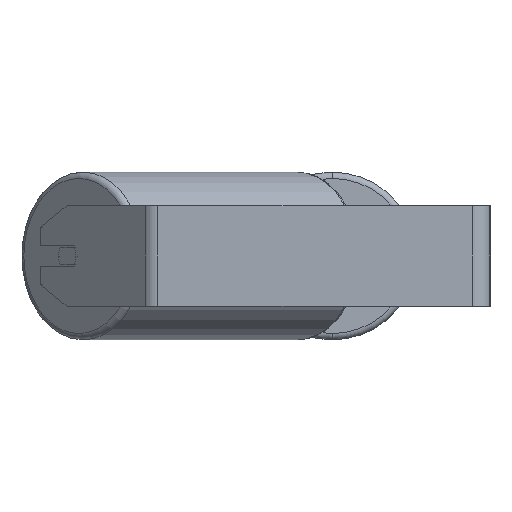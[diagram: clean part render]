
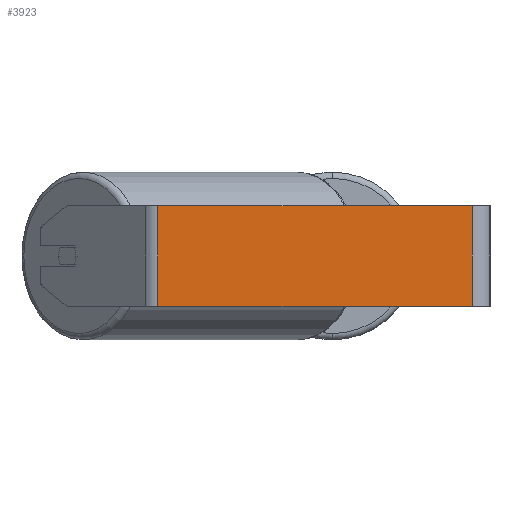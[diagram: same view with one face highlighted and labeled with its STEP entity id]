
A CAD part, left-side view. The second image highlights one B-rep face of the part: STEP entity #3923.
In plain terms, the highlighted planar face has unit normal (-1, 0, 0).
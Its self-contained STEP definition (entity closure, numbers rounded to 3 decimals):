
#804 = CARTESIAN_POINT ( 'NONE',  ( -430., 269.222, 40. ) ) ;
#1168 = VECTOR ( 'NONE', #7231, 1000. ) ;
#2222 = LINE ( 'NONE', #2888, #3701 ) ;
#2322 = VECTOR ( 'NONE', #3703, 1000. ) ;
#2373 = LINE ( 'NONE', #7661, #2322 ) ;
#2435 = ORIENTED_EDGE ( 'NONE', *, *, #8457, .T. ) ;
#2600 = VERTEX_POINT ( 'NONE', #6940 ) ;
#2641 = CARTESIAN_POINT ( 'NONE',  ( -430., 263.423, 40. ) ) ;
#2659 = DIRECTION ( 'NONE',  ( 0., -1., 0. ) ) ;
#2739 = ORIENTED_EDGE ( 'NONE', *, *, #5950, .T. ) ;
#2761 = DIRECTION ( 'NONE',  ( 0., 0., -1. ) ) ;
#2888 = CARTESIAN_POINT ( 'NONE',  ( -430., 14., 40. ) ) ;
#3150 = VERTEX_POINT ( 'NONE', #5740 ) ;
#3204 = VERTEX_POINT ( 'NONE', #7527 ) ;
#3329 = LINE ( 'NONE', #6012, #5377 ) ;
#3604 = CARTESIAN_POINT ( 'NONE',  ( -430., 263.423, 40. ) ) ;
#3701 = VECTOR ( 'NONE', #2761, 1000. ) ;
#3703 = DIRECTION ( 'NONE',  ( 0., -1., 0. ) ) ;
#3923 = ADVANCED_FACE ( 'NONE', ( #4033 ), #3988, .F. ) ;
#3984 = EDGE_CURVE ( 'NONE', #7774, #3150, #3329, .T. ) ;
#3988 = PLANE ( 'NONE',  #6079 ) ;
#4033 = FACE_OUTER_BOUND ( 'NONE', #7211, .T. ) ;
#4634 = ORIENTED_EDGE ( 'NONE', *, *, #3984, .F. ) ;
#4914 = EDGE_CURVE ( 'NONE', #3150, #2600, #2222, .T. ) ;
#5377 = VECTOR ( 'NONE', #2659, 1000. ) ;
#5531 = DIRECTION ( 'NONE',  ( 0., 0., -1. ) ) ;
#5740 = CARTESIAN_POINT ( 'NONE',  ( -430., 14., 40. ) ) ;
#5950 = EDGE_CURVE ( 'NONE', #7774, #3204, #5997, .T. ) ;
#5997 = LINE ( 'NONE', #2641, #1168 ) ;
#6012 = CARTESIAN_POINT ( 'NONE',  ( -430., 269.222, 40. ) ) ;
#6079 = AXIS2_PLACEMENT_3D ( 'NONE', #804, #6809, #5531 ) ;
#6809 = DIRECTION ( 'NONE',  ( 1., 0., 0. ) ) ;
#6940 = CARTESIAN_POINT ( 'NONE',  ( -430., 14., -40. ) ) ;
#7211 = EDGE_LOOP ( 'NONE', ( #2435, #7699, #4634, #2739 ) ) ;
#7231 = DIRECTION ( 'NONE',  ( 0., 0., -1. ) ) ;
#7527 = CARTESIAN_POINT ( 'NONE',  ( -430., 263.423, -40. ) ) ;
#7661 = CARTESIAN_POINT ( 'NONE',  ( -430., 269.222, -40. ) ) ;
#7699 = ORIENTED_EDGE ( 'NONE', *, *, #4914, .F. ) ;
#7774 = VERTEX_POINT ( 'NONE', #3604 ) ;
#8457 = EDGE_CURVE ( 'NONE', #3204, #2600, #2373, .T. ) ;
